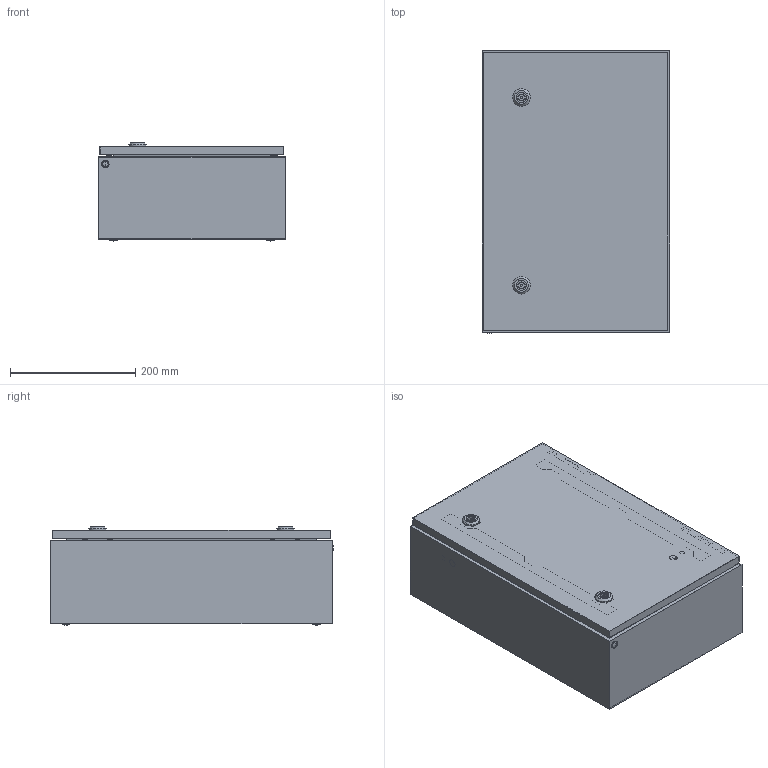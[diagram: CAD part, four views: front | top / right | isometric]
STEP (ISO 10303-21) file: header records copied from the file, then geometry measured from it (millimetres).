
FILE_DESCRIPTION (( 'STEP AP214' ), '1' );
FILE_NAME ('3331-3045-15-07.step', '2023-12-20T12:43:26', ( '' ), ( '' ), 'SwSTEP 2.0', 'SolidWorks 2019', '' );
FILE_SCHEMA (( 'AUTOMOTIVE_DESIGN' ));
Length unit declared in the file: millimetre
Products named in the file (4): Tuer_wg_3331-3045-00-97; Korpus_wg_3045-15; Montageplattenbeipack_wg_3045; 3331-3045-15-07
Assembly tree (3 placements, depth 2):
  3331-3045-15-07
    Korpus_wg_3045-15
    Tuer_wg_3331-3045-00-97
    Montageplattenbeipack_wg_3045
Bounding box: 300 x 452 x 156.85 mm (x, y, z)
Volume: 821172.1 mm3; surface area: 1146283.4 mm2
Topology: 21 solids, 21 shells, 1151 faces, 2880 edges, 1871 vertices
Faces by surface type: plane 609, cylinder 372, cone 132, sphere 18, bspline 16, torus 4
Entity records: 47880 total; most frequent: CARTESIAN_POINT 15122, DIRECTION 5834, ORIENTED_EDGE 5744, EDGE_CURVE 2872, AXIS2_PLACEMENT_3D 2109, VERTEX_POINT 1871, VECTOR 1616, LINE 1616
